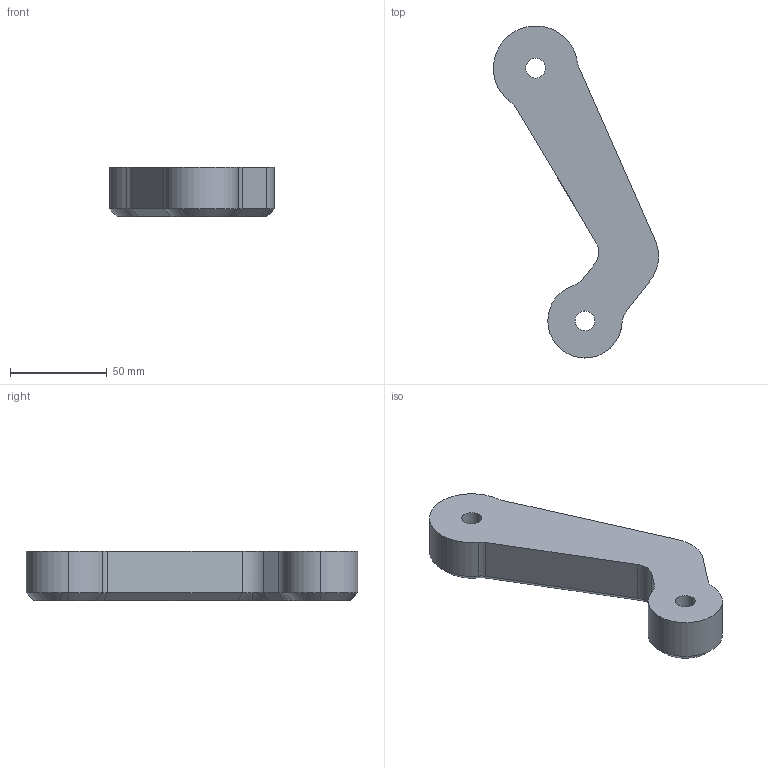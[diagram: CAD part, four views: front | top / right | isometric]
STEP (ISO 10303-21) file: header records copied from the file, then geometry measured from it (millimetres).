
FILE_DESCRIPTION (( 'STEP AP203' ), '1' );
FILE_NAME ('sup q bi esq.STEP', '2018-10-30T02:04:43', ( '' ), ( '' ), 'SwSTEP 2.0', 'SolidWorks 2018', '' );
FILE_SCHEMA (( 'CONFIG_CONTROL_DESIGN' ));
Length unit declared in the file: millimetre
Products named in the file (1): sup q bi esq
Bounding box: 85.46 x 171.75 x 25.4 mm (x, y, z)
Volume: 140911.4 mm3; surface area: 24338.2 mm2
Topology: 1 solids, 1 shells, 53 faces, 130 edges, 82 vertices
Faces by surface type: cone 22, plane 17, cylinder 14
Entity records: 1661 total; most frequent: DIRECTION 298, CARTESIAN_POINT 272, ORIENTED_EDGE 260, EDGE_CURVE 130, AXIS2_PLACEMENT_3D 116, VERTEX_POINT 82, VECTOR 66, LINE 66
